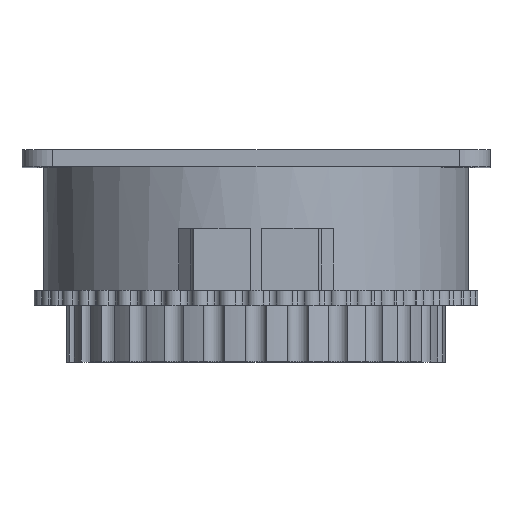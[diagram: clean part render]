
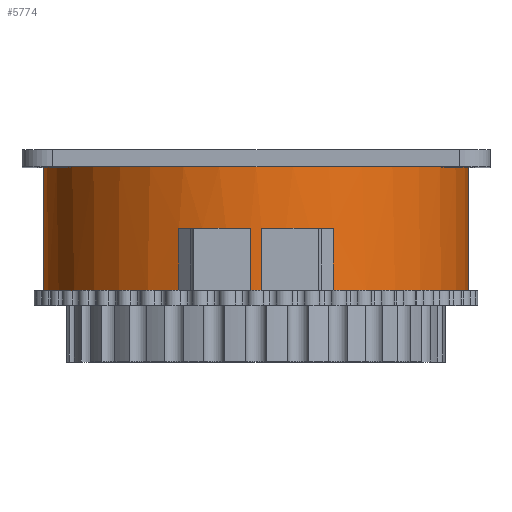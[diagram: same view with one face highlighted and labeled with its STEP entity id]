
A CAD part, top view. The second image highlights one B-rep face of the part: STEP entity #5774.
In plain terms, the highlighted cylindrical face has radius 17.237 mm (diameter 34.475 mm), a full revolution.
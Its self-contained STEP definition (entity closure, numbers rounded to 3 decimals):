
#284=FACE_OUTER_BOUND('',#621,.T.);
#621=EDGE_LOOP('',(#3916,#3917,#3918,#3919,#3920,#3921,#3922,#3923,#3924,
#3925,#3926,#3927,#3928,#3929,#3930,#3931));
#953=LINE('',#11097,#1297);
#955=LINE('',#11103,#1299);
#966=LINE('',#11291,#1310);
#968=LINE('',#11297,#1312);
#979=LINE('',#11320,#1323);
#980=LINE('',#11334,#1324);
#987=LINE('',#11376,#1331);
#1297=VECTOR('',#7021,10.);
#1299=VECTOR('',#7025,10.);
#1310=VECTOR('',#7052,10.);
#1312=VECTOR('',#7056,10.);
#1323=VECTOR('',#7077,10.);
#1324=VECTOR('',#7080,10.);
#1331=VECTOR('',#7121,17.237);
#1601=CIRCLE('',#6117,17.237);
#1604=CIRCLE('',#6126,17.237);
#1607=CIRCLE('',#6135,17.237);
#1612=CIRCLE('',#6144,17.237);
#1613=CIRCLE('',#6145,17.237);
#1614=CIRCLE('',#6146,17.237);
#1615=CIRCLE('',#6147,17.237);
#1616=CIRCLE('',#6148,17.237);
#2140=VERTEX_POINT('',#11093);
#2141=VERTEX_POINT('',#11095);
#2143=VERTEX_POINT('',#11100);
#2144=VERTEX_POINT('',#11102);
#2154=VERTEX_POINT('',#11271);
#2155=VERTEX_POINT('',#11281);
#2157=VERTEX_POINT('',#11294);
#2158=VERTEX_POINT('',#11296);
#2164=VERTEX_POINT('',#11316);
#2165=VERTEX_POINT('',#11318);
#2167=VERTEX_POINT('',#11323);
#2168=VERTEX_POINT('',#11333);
#2176=VERTEX_POINT('',#11373);
#2177=VERTEX_POINT('',#11375);
#2796=EDGE_CURVE('',#2140,#2141,#953,.T.);
#2798=EDGE_CURVE('',#2144,#2143,#955,.T.);
#2806=EDGE_CURVE('',#2141,#2144,#1601,.T.);
#2816=EDGE_CURVE('',#2154,#2155,#966,.T.);
#2818=EDGE_CURVE('',#2158,#2157,#968,.T.);
#2823=EDGE_CURVE('',#2155,#2158,#1604,.T.);
#2830=EDGE_CURVE('',#2164,#2165,#979,.T.);
#2832=EDGE_CURVE('',#2168,#2167,#980,.T.);
#2840=EDGE_CURVE('',#2165,#2168,#1607,.T.);
#2847=EDGE_CURVE('',#2143,#2154,#1612,.T.);
#2848=EDGE_CURVE('',#2157,#2164,#1613,.T.);
#2849=EDGE_CURVE('',#2167,#2176,#1614,.T.);
#2850=EDGE_CURVE('',#2176,#2177,#987,.T.);
#2851=EDGE_CURVE('',#2177,#2177,#1615,.T.);
#2852=EDGE_CURVE('',#2176,#2140,#1616,.T.);
#3916=ORIENTED_EDGE('',*,*,#2798,.T.);
#3917=ORIENTED_EDGE('',*,*,#2847,.T.);
#3918=ORIENTED_EDGE('',*,*,#2816,.T.);
#3919=ORIENTED_EDGE('',*,*,#2823,.T.);
#3920=ORIENTED_EDGE('',*,*,#2818,.T.);
#3921=ORIENTED_EDGE('',*,*,#2848,.T.);
#3922=ORIENTED_EDGE('',*,*,#2830,.T.);
#3923=ORIENTED_EDGE('',*,*,#2840,.T.);
#3924=ORIENTED_EDGE('',*,*,#2832,.T.);
#3925=ORIENTED_EDGE('',*,*,#2849,.T.);
#3926=ORIENTED_EDGE('',*,*,#2850,.T.);
#3927=ORIENTED_EDGE('',*,*,#2851,.F.);
#3928=ORIENTED_EDGE('',*,*,#2850,.F.);
#3929=ORIENTED_EDGE('',*,*,#2852,.T.);
#3930=ORIENTED_EDGE('',*,*,#2796,.T.);
#3931=ORIENTED_EDGE('',*,*,#2806,.T.);
#5470=CYLINDRICAL_SURFACE('',#6143,17.237);
#5774=ADVANCED_FACE('',(#284),#5470,.T.);
#6117=AXIS2_PLACEMENT_3D('',#11254,#7035,#7036);
#6126=AXIS2_PLACEMENT_3D('',#11305,#7065,#7066);
#6135=AXIS2_PLACEMENT_3D('',#11356,#7095,#7096);
#6143=AXIS2_PLACEMENT_3D('',#11370,#7113,#7114);
#6144=AXIS2_PLACEMENT_3D('',#11371,#7115,#7116);
#6145=AXIS2_PLACEMENT_3D('',#11372,#7117,#7118);
#6146=AXIS2_PLACEMENT_3D('',#11374,#7119,#7120);
#6147=AXIS2_PLACEMENT_3D('',#11377,#7122,#7123);
#6148=AXIS2_PLACEMENT_3D('',#11378,#7124,#7125);
#7021=DIRECTION('',(0.,0.,-1.));
#7025=DIRECTION('',(0.,0.,1.));
#7035=DIRECTION('center_axis',(0.,0.,
-1.));
#7036=DIRECTION('ref_axis',(-1.,0.,0.));
#7052=DIRECTION('',(0.,0.,-1.));
#7056=DIRECTION('',(0.,0.,1.));
#7065=DIRECTION('center_axis',(0.,0.,
-1.));
#7066=DIRECTION('ref_axis',(-1.,0.,0.));
#7077=DIRECTION('',(0.,0.,-1.));
#7080=DIRECTION('',(0.,0.,1.));
#7095=DIRECTION('center_axis',(0.,0.,
-1.));
#7096=DIRECTION('ref_axis',(-1.,0.,0.));
#7113=DIRECTION('center_axis',(0.,0.,1.));
#7114=DIRECTION('ref_axis',(-1.,0.,0.));
#7115=DIRECTION('center_axis',(0.,0.,-1.));
#7116=DIRECTION('ref_axis',(-1.,0.,0.));
#7117=DIRECTION('center_axis',(0.,0.,-1.));
#7118=DIRECTION('ref_axis',(-1.,0.,0.));
#7119=DIRECTION('center_axis',(0.,0.,-1.));
#7120=DIRECTION('ref_axis',(-1.,0.,0.));
#7121=DIRECTION('',(0.,0.,-1.));
#7122=DIRECTION('center_axis',(0.,0.,-1.));
#7123=DIRECTION('ref_axis',(-1.,0.,0.));
#7124=DIRECTION('center_axis',(0.,0.,-1.));
#7125=DIRECTION('ref_axis',(-1.,0.,0.));
#11093=CARTESIAN_POINT('',(11.838,-6.773,11.43));
#11095=CARTESIAN_POINT('',(11.838,-6.773,3.81));
#11097=CARTESIAN_POINT('',(11.838,-6.773,1.4));
#11100=CARTESIAN_POINT('',(-8.538,-6.773,11.43));
#11102=CARTESIAN_POINT('',(-8.538,-6.773,3.81));
#11103=CARTESIAN_POINT('',(-8.538,-6.773,1.4));
#11254=CARTESIAN_POINT('Origin',(1.65,7.131,3.81));
#11271=CARTESIAN_POINT('',(-4.607,23.193,11.43));
#11281=CARTESIAN_POINT('',(-4.607,23.193,6.41));
#11291=CARTESIAN_POINT('',(-4.607,23.193,1.4));
#11294=CARTESIAN_POINT('',(1.188,24.362,11.43));
#11296=CARTESIAN_POINT('',(1.188,24.362,6.41));
#11297=CARTESIAN_POINT('',(1.188,24.362,1.4));
#11305=CARTESIAN_POINT('Origin',(1.65,7.131,6.41));
#11316=CARTESIAN_POINT('',(2.112,24.362,11.43));
#11318=CARTESIAN_POINT('',(2.112,24.362,6.41));
#11320=CARTESIAN_POINT('',(2.112,24.362,1.4));
#11323=CARTESIAN_POINT('',(7.907,23.193,11.43));
#11333=CARTESIAN_POINT('',(7.907,23.193,6.41));
#11334=CARTESIAN_POINT('',(7.907,23.193,1.4));
#11356=CARTESIAN_POINT('Origin',(1.65,7.131,6.41));
#11370=CARTESIAN_POINT('Origin',(1.65,7.131,1.4));
#11371=CARTESIAN_POINT('Origin',(1.65,7.131,11.43));
#11372=CARTESIAN_POINT('Origin',(1.65,7.131,11.43));
#11373=CARTESIAN_POINT('',(18.887,7.131,11.43));
#11374=CARTESIAN_POINT('Origin',(1.65,7.131,11.43));
#11375=CARTESIAN_POINT('',(18.887,7.131,1.4));
#11376=CARTESIAN_POINT('',(18.887,7.131,1.4));
#11377=CARTESIAN_POINT('Origin',(1.65,7.131,1.4));
#11378=CARTESIAN_POINT('Origin',(1.65,7.131,11.43));
